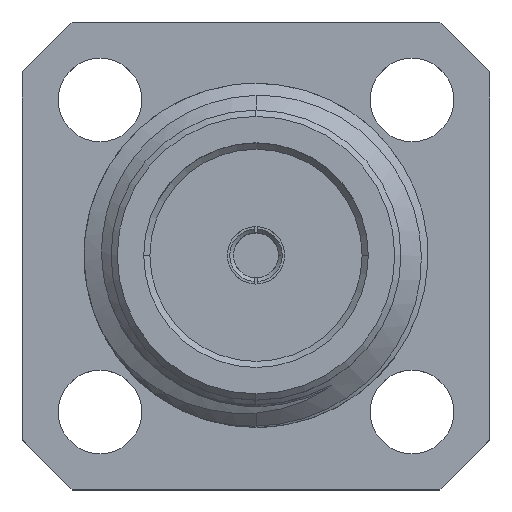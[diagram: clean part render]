
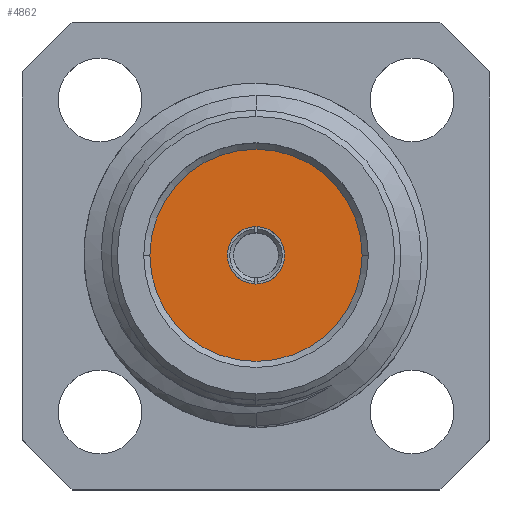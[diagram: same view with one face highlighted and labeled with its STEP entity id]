
A CAD part, top view. The second image highlights one B-rep face of the part: STEP entity #4862.
In plain terms, the highlighted planar face has unit normal (0, 0, 1).
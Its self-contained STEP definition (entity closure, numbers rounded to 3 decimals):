
#34 = ORIENTED_EDGE ( 'NONE', *, *, #3147, .T. ) ;
#197 = DIRECTION ( 'NONE',  ( 0., 0., 1. ) ) ;
#421 = CIRCLE ( 'NONE', #470, 2.159 ) ;
#470 = AXIS2_PLACEMENT_3D ( 'NONE', #4010, #1689, #1720 ) ;
#681 = AXIS2_PLACEMENT_3D ( 'NONE', #2728, #3483, #4640 ) ;
#735 = CARTESIAN_POINT ( 'NONE',  ( 0., 0., 7.27 ) ) ;
#1270 = VERTEX_POINT ( 'NONE', #2547 ) ;
#1308 = FACE_OUTER_BOUND ( 'NONE', #2933, .T. ) ;
#1538 = FACE_BOUND ( 'NONE', #3198, .T. ) ;
#1689 = DIRECTION ( 'NONE',  ( 0., 0., 1. ) ) ;
#1720 = DIRECTION ( 'NONE',  ( 1., 0., 0. ) ) ;
#1773 = CARTESIAN_POINT ( 'NONE',  ( 0.584, 0., 7.27 ) ) ;
#2104 = EDGE_CURVE ( 'NONE', #3291, #3819, #2536, .T. ) ;
#2109 = CIRCLE ( 'NONE', #681, 2.159 ) ;
#2147 = DIRECTION ( 'NONE',  ( 1., 0., 0. ) ) ;
#2201 = EDGE_CURVE ( 'NONE', #1270, #4643, #2109, .T. ) ;
#2238 = DIRECTION ( 'NONE',  ( 0., 0., 1. ) ) ;
#2536 = CIRCLE ( 'NONE', #2576, 0.584 ) ;
#2547 = CARTESIAN_POINT ( 'NONE',  ( -2.159, 0., 7.27 ) ) ;
#2569 = CARTESIAN_POINT ( 'NONE',  ( 0., 0., 7.27 ) ) ;
#2576 = AXIS2_PLACEMENT_3D ( 'NONE', #2569, #3376, #2147 ) ;
#2645 = PLANE ( 'NONE',  #4598 ) ;
#2728 = CARTESIAN_POINT ( 'NONE',  ( 0., 0., 7.27 ) ) ;
#2933 = EDGE_LOOP ( 'NONE', ( #34, #4921 ) ) ;
#3147 = EDGE_CURVE ( 'NONE', #4643, #1270, #421, .T. ) ;
#3172 = EDGE_CURVE ( 'NONE', #3819, #3291, #4733, .T. ) ;
#3198 = EDGE_LOOP ( 'NONE', ( #4107, #4905 ) ) ;
#3291 = VERTEX_POINT ( 'NONE', #1773 ) ;
#3376 = DIRECTION ( 'NONE',  ( 0., 0., 1. ) ) ;
#3483 = DIRECTION ( 'NONE',  ( 0., 0., 1. ) ) ;
#3599 = CARTESIAN_POINT ( 'NONE',  ( 0., 0., 7.27 ) ) ;
#3819 = VERTEX_POINT ( 'NONE', #4207 ) ;
#3826 = AXIS2_PLACEMENT_3D ( 'NONE', #3599, #197, #4359 ) ;
#4010 = CARTESIAN_POINT ( 'NONE',  ( 0., 0., 7.27 ) ) ;
#4107 = ORIENTED_EDGE ( 'NONE', *, *, #2104, .F. ) ;
#4207 = CARTESIAN_POINT ( 'NONE',  ( -0.584, 0., 7.27 ) ) ;
#4359 = DIRECTION ( 'NONE',  ( 1., 0., 0. ) ) ;
#4516 = DIRECTION ( 'NONE',  ( 1., 0., 0. ) ) ;
#4598 = AXIS2_PLACEMENT_3D ( 'NONE', #735, #2238, #4516 ) ;
#4640 = DIRECTION ( 'NONE',  ( 1., 0., 0. ) ) ;
#4643 = VERTEX_POINT ( 'NONE', #4682 ) ;
#4682 = CARTESIAN_POINT ( 'NONE',  ( 2.159, 0., 7.27 ) ) ;
#4733 = CIRCLE ( 'NONE', #3826, 0.584 ) ;
#4862 = ADVANCED_FACE ( 'NONE', ( #1538, #1308 ), #2645, .T. ) ;
#4905 = ORIENTED_EDGE ( 'NONE', *, *, #3172, .F. ) ;
#4921 = ORIENTED_EDGE ( 'NONE', *, *, #2201, .T. ) ;
